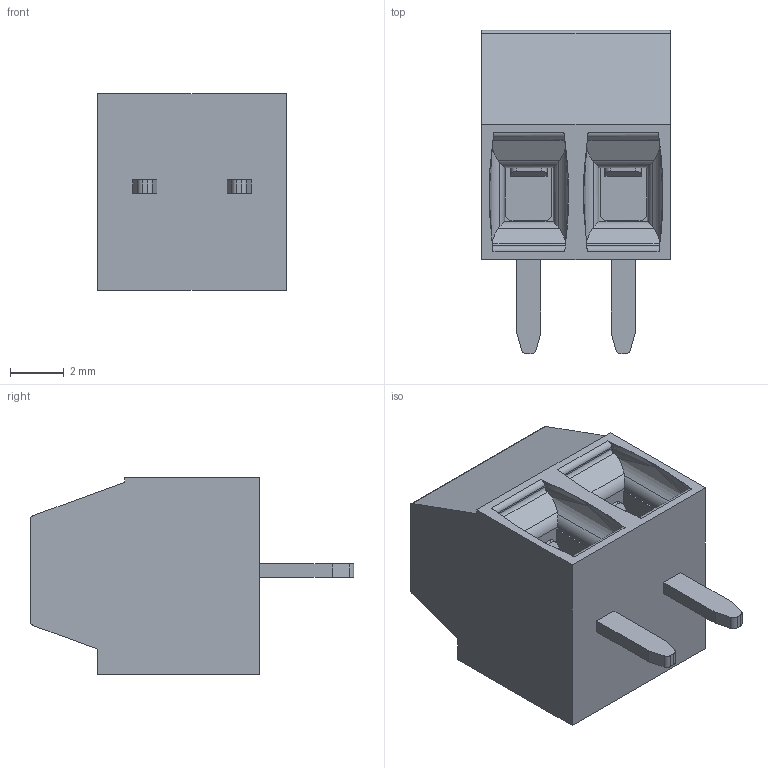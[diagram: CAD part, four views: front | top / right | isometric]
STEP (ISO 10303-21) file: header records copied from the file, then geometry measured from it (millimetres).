
FILE_DESCRIPTION (( 'STEP AP214' ), '1' );
FILE_NAME ('1546551-2.STEP', '2023-04-07T16:12:18', ( '' ), ( '' ), 'SwSTEP 2.0', 'SolidWorks 2021', '' );
FILE_SCHEMA (( 'AUTOMOTIVE_DESIGN' ));
Length unit declared in the file: millimetre
Products named in the file (1): 1546551-2
Bounding box: 7 x 12 x 7.3 mm (x, y, z)
Volume: 321.8 mm3; surface area: 535.2 mm2
Topology: 5 solids, 5 shells, 148 faces, 396 edges, 262 vertices
Faces by surface type: plane 98, cylinder 46, torus 4
Entity records: 5106 total; most frequent: CARTESIAN_POINT 1425, ORIENTED_EDGE 792, DIRECTION 672, EDGE_CURVE 396, VECTOR 274, LINE 274, VERTEX_POINT 262, AXIS2_PLACEMENT_3D 199
